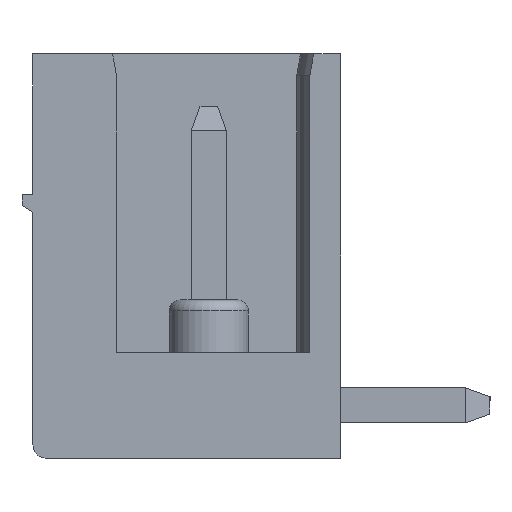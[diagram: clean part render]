
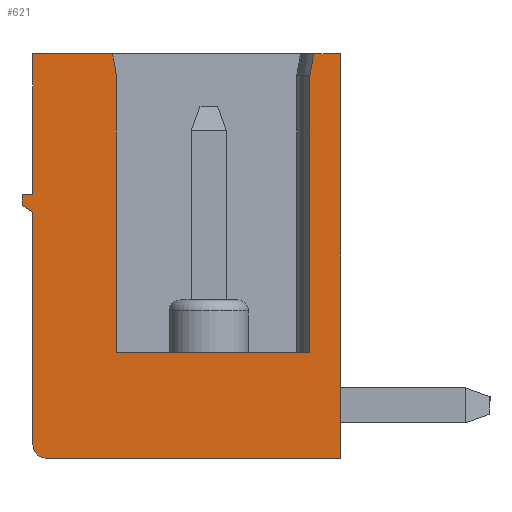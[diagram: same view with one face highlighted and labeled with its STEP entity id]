
A CAD part, left-side view. The second image highlights one B-rep face of the part: STEP entity #621.
In plain terms, the highlighted planar face has unit normal (-1, 0, 0).
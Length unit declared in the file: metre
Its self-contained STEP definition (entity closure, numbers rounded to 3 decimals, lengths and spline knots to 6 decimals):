
#621=ADVANCED_FACE('',(#1663),#1664,.F.);
#1663=FACE_OUTER_BOUND('',#3157,.T.);
#1664=PLANE('',#3158);
#3157=EDGE_LOOP('',(#4960,#4961,#4962,#4963,#4964,#4965,#4966,#4967,#4968,#4969,#4970,#4971,#4972,#4973,#4974));
#3158=AXIS2_PLACEMENT_3D('',#4975,#4976,#4977);
#4960=ORIENTED_EDGE('',*,*,#9142,.T.);
#4961=ORIENTED_EDGE('',*,*,#9143,.F.);
#4962=ORIENTED_EDGE('',*,*,#9144,.F.);
#4963=ORIENTED_EDGE('',*,*,#9145,.F.);
#4964=ORIENTED_EDGE('',*,*,#9128,.T.);
#4965=ORIENTED_EDGE('',*,*,#9133,.T.);
#4966=ORIENTED_EDGE('',*,*,#9146,.F.);
#4967=ORIENTED_EDGE('',*,*,#9147,.T.);
#4968=ORIENTED_EDGE('',*,*,#9148,.F.);
#4969=ORIENTED_EDGE('',*,*,#9149,.F.);
#4970=ORIENTED_EDGE('',*,*,#9150,.F.);
#4971=ORIENTED_EDGE('',*,*,#9151,.F.);
#4972=ORIENTED_EDGE('',*,*,#9152,.F.);
#4973=ORIENTED_EDGE('',*,*,#9153,.F.);
#4974=ORIENTED_EDGE('',*,*,#9154,.F.);
#4975=CARTESIAN_POINT('',(-1.086627,0.01086,0.000933));
#4976=DIRECTION('',(1.0,0.0,0.0));
#4977=DIRECTION('',(0.0,1.0,-0.0));
#9128=EDGE_CURVE('',#10981,#10982,#10983,.T.);
#9133=EDGE_CURVE('',#10982,#10990,#10991,.T.);
#9142=EDGE_CURVE('',#11005,#11006,#11007,.F.);
#9143=EDGE_CURVE('',#11008,#11006,#11009,.T.);
#9144=EDGE_CURVE('',#11010,#11008,#11011,.T.);
#9145=EDGE_CURVE('',#10981,#11010,#11012,.T.);
#9146=EDGE_CURVE('',#11013,#10990,#11014,.T.);
#9147=EDGE_CURVE('',#11013,#11015,#11016,.T.);
#9148=EDGE_CURVE('',#11017,#11015,#11018,.T.);
#9149=EDGE_CURVE('',#11019,#11017,#11020,.T.);
#9150=EDGE_CURVE('',#11021,#11019,#11022,.T.);
#9151=EDGE_CURVE('',#11023,#11021,#11024,.T.);
#9152=EDGE_CURVE('',#11025,#11023,#11026,.T.);
#9153=EDGE_CURVE('',#11027,#11025,#11028,.T.);
#9154=EDGE_CURVE('',#11005,#11027,#11029,.T.);
#10981=VERTEX_POINT('',#13691);
#10982=VERTEX_POINT('',#13692);
#10983=LINE('',#13693,#13694);
#10990=VERTEX_POINT('',#13706);
#10991=LINE('',#13707,#13708);
#11005=VERTEX_POINT('',#13728);
#11006=VERTEX_POINT('',#13729);
#11007=CIRCLE('',#13730,0.0003);
#11008=VERTEX_POINT('',#13731);
#11009=LINE('',#13732,#13733);
#11010=VERTEX_POINT('',#13734);
#11011=LINE('',#13735,#13736);
#11012=LINE('',#13737,#13738);
#11013=VERTEX_POINT('',#13739);
#11014=LINE('',#13740,#13741);
#11015=VERTEX_POINT('',#13742);
#11016=LINE('',#13743,#13744);
#11017=VERTEX_POINT('',#13745);
#11018=LINE('',#13746,#13747);
#11019=VERTEX_POINT('',#13748);
#11020=LINE('',#13749,#13750);
#11021=VERTEX_POINT('',#13751);
#11022=LINE('',#13752,#13753);
#11023=VERTEX_POINT('',#13754);
#11024=LINE('',#13755,#13756);
#11025=VERTEX_POINT('',#13757);
#11026=LINE('',#13758,#13759);
#11027=VERTEX_POINT('',#13760);
#11028=LINE('',#13761,#13762);
#11029=LINE('',#13763,#13764);
#13691=CARTESIAN_POINT('',(-1.086627,0.004471,0.000933));
#13692=CARTESIAN_POINT('',(-1.086627,0.00456,0.000433));
#13693=CARTESIAN_POINT('',(-1.086627,0.005565,-0.005267));
#13694=VECTOR('',#17150,1.0);
#13706=CARTESIAN_POINT('',(-1.086627,0.00456,-0.005867));
#13707=CARTESIAN_POINT('',(-1.086627,0.00456,-0.005567));
#13708=VECTOR('',#17153,1.0);
#13728=CARTESIAN_POINT('',(-1.086627,0.01086,-0.007967));
#13729=CARTESIAN_POINT('',(-1.086627,0.01056,-0.008267));
#13730=AXIS2_PLACEMENT_3D('',#17160,#17161,#17162);
#13731=CARTESIAN_POINT('',(-1.086627,0.00386,-0.008267));
#13732=CARTESIAN_POINT('',(-1.086627,0.01056,-0.008267));
#13733=VECTOR('',#17163,1.0);
#13734=CARTESIAN_POINT('',(-1.086627,0.00386,0.000933));
#13735=CARTESIAN_POINT('',(-1.086627,0.00386,-0.008267));
#13736=VECTOR('',#17164,1.0);
#13737=CARTESIAN_POINT('',(-1.086627,0.00386,0.000933));
#13738=VECTOR('',#17165,1.0);
#13739=CARTESIAN_POINT('',(-1.086627,0.00896,-0.005867));
#13740=CARTESIAN_POINT('',(-1.086627,0.00386,-0.005867));
#13741=VECTOR('',#17166,1.0);
#13742=CARTESIAN_POINT('',(-1.086627,0.00896,0.000433));
#13743=CARTESIAN_POINT('',(-1.086627,0.00896,-0.005567));
#13744=VECTOR('',#17167,1.0);
#13745=CARTESIAN_POINT('',(-1.086627,0.009048,0.000933));
#13746=CARTESIAN_POINT('',(-1.086627,0.009048,0.000933));
#13747=VECTOR('',#17168,1.0);
#13748=CARTESIAN_POINT('',(-1.086627,0.01086,0.000933));
#13749=CARTESIAN_POINT('',(-1.086627,0.00386,0.000933));
#13750=VECTOR('',#17169,1.0);
#13751=CARTESIAN_POINT('',(-1.086627,0.01086,-0.002267));
#13752=CARTESIAN_POINT('',(-1.086627,0.01086,0.000933));
#13753=VECTOR('',#17170,1.0);
#13754=CARTESIAN_POINT('',(-1.086627,0.01111,-0.002267));
#13755=CARTESIAN_POINT('',(-1.086627,0.01086,-0.002267));
#13756=VECTOR('',#17171,1.0);
#13757=CARTESIAN_POINT('',(-1.086627,0.01111,-0.002517));
#13758=CARTESIAN_POINT('',(-1.086627,0.01111,-0.002267));
#13759=VECTOR('',#17172,1.0);
#13760=CARTESIAN_POINT('',(-1.086627,0.01086,-0.002667));
#13761=CARTESIAN_POINT('',(-1.086627,0.01111,-0.002517));
#13762=VECTOR('',#17173,1.0);
#13763=CARTESIAN_POINT('',(-1.086627,0.01086,-0.002667));
#13764=VECTOR('',#17174,1.0);
#17150=DIRECTION('',(0.0,0.174,-0.985));
#17153=DIRECTION('',(0.0,0.,-1.0));
#17160=CARTESIAN_POINT('',(-1.086627,0.01056,-0.007967));
#17161=DIRECTION('',(1.0,0.0,0.0));
#17162=DIRECTION('',(0.0,0.0,-1.0));
#17163=DIRECTION('',(0.0,1.0,0.));
#17164=DIRECTION('',(0.0,0.,-1.0));
#17165=DIRECTION('',(0.0,-1.0,0.));
#17166=DIRECTION('',(0.0,-1.0,0.));
#17167=DIRECTION('',(0.0,0.,1.0));
#17168=DIRECTION('',(0.0,-0.174,-0.985));
#17169=DIRECTION('',(0.0,-1.0,0.));
#17170=DIRECTION('',(0.0,0.,1.0));
#17171=DIRECTION('',(0.0,-1.0,0.));
#17172=DIRECTION('',(0.0,0.,1.0));
#17173=DIRECTION('',(0.0,0.857,0.514));
#17174=DIRECTION('',(0.0,0.,1.0));
